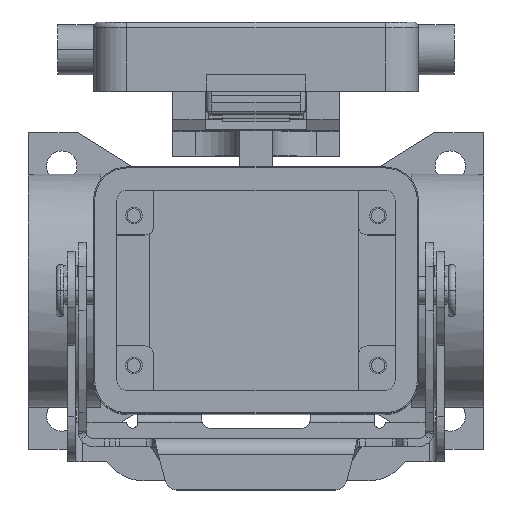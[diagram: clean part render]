
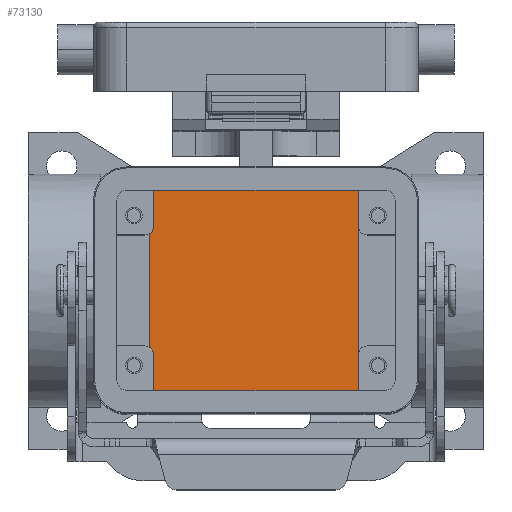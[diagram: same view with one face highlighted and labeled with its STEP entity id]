
A CAD part, top view. The second image highlights one B-rep face of the part: STEP entity #73130.
In plain terms, the highlighted planar face has unit normal (0, 0, 1).
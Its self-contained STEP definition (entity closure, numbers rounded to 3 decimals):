
#72400=CARTESIAN_POINT('',(0.,0.,-62.));
#72410=DIRECTION('',(0.,0.,1.));
#72420=DIRECTION('',(1.,0.,0.));
#72430=AXIS2_PLACEMENT_3D('',#72400,#72410,#72420);
#72440=PLANE('',#72430);
#72450=CARTESIAN_POINT('',(-20.,11.5,-62.));
#72460=DIRECTION('',(0.,0.,-1.));
#72470=DIRECTION('',(0.,-1.,0.));
#72480=AXIS2_PLACEMENT_3D('',#72450,#72460,#72470);
#72490=CIRCLE('',#72480,1.5);
#72500=CARTESIAN_POINT('',(-18.5,11.5,-62.));
#72510=VERTEX_POINT('',#72500);
#72520=CARTESIAN_POINT('',(-19.25,10.201,-62.));
#72530=VERTEX_POINT('',#72520);
#72540=EDGE_CURVE('',#72510,#72530,#72490,.T.);
#72550=ORIENTED_EDGE('',*,*,#72540,.T.);
#72560=CARTESIAN_POINT('',(-18.5,18.25,-62.));
#72570=DIRECTION('',(0.,-1.,0.));
#72580=VECTOR('',#72570,6.75);
#72590=LINE('',#72560,#72580);
#72600=CARTESIAN_POINT('',(-18.5,18.25,-62.));
#72610=VERTEX_POINT('',#72600);
#72620=EDGE_CURVE('',#72610,#72510,#72590,.T.);
#72630=ORIENTED_EDGE('',*,*,#72620,.T.);
#72640=CARTESIAN_POINT('',(18.5,18.25,-62.));
#72650=DIRECTION('',(-1.,0.,0.));
#72660=VECTOR('',#72650,37.);
#72670=LINE('',#72640,#72660);
#72680=CARTESIAN_POINT('',(18.5,18.25,-62.));
#72690=VERTEX_POINT('',#72680);
#72700=EDGE_CURVE('',#72690,#72610,#72670,.T.);
#72710=ORIENTED_EDGE('',*,*,#72700,.T.);
#72720=CARTESIAN_POINT('',(18.5,-18.25,-62.));
#72730=DIRECTION('',(0.,1.,0.));
#72740=VECTOR('',#72730,36.5);
#72750=LINE('',#72720,#72740);
#72760=CARTESIAN_POINT('',(18.5,-18.25,-62.));
#72770=VERTEX_POINT('',#72760);
#72780=EDGE_CURVE('',#72770,#72690,#72750,.T.);
#72790=ORIENTED_EDGE('',*,*,#72780,.T.);
#72800=CARTESIAN_POINT('',(-18.5,-18.25,-62.));
#72810=DIRECTION('',(1.,0.,0.));
#72820=VECTOR('',#72810,37.);
#72830=LINE('',#72800,#72820);
#72840=CARTESIAN_POINT('',(-18.5,-18.25,-62.));
#72850=VERTEX_POINT('',#72840);
#72860=EDGE_CURVE('',#72850,#72770,#72830,.T.);
#72870=ORIENTED_EDGE('',*,*,#72860,.T.);
#72880=CARTESIAN_POINT('',(-18.5,-11.5,-62.));
#72890=DIRECTION('',(0.,-1.,0.));
#72900=VECTOR('',#72890,6.75);
#72910=LINE('',#72880,#72900);
#72920=CARTESIAN_POINT('',(-18.5,-11.5,-62.));
#72930=VERTEX_POINT('',#72920);
#72940=EDGE_CURVE('',#72930,#72850,#72910,.T.);
#72950=ORIENTED_EDGE('',*,*,#72940,.T.);
#72960=CARTESIAN_POINT('',(-20.,-11.5,-62.));
#72970=DIRECTION('',(0.,0.,-1.));
#72980=DIRECTION('',(-1.,0.,0.));
#72990=AXIS2_PLACEMENT_3D('',#72960,#72970,#72980);
#73000=CIRCLE('',#72990,1.5);
#73010=CARTESIAN_POINT('',(-19.25,-10.201,-62.));
#73020=VERTEX_POINT('',#73010);
#73030=EDGE_CURVE('',#73020,#72930,#73000,.T.);
#73040=ORIENTED_EDGE('',*,*,#73030,.T.);
#73050=CARTESIAN_POINT('',(-19.25,10.201,-62.));
#73060=DIRECTION('',(0.,-1.,0.));
#73070=VECTOR('',#73060,20.402);
#73080=LINE('',#73050,#73070);
#73090=EDGE_CURVE('',#72530,#73020,#73080,.T.);
#73100=ORIENTED_EDGE('',*,*,#73090,.T.);
#73110=EDGE_LOOP('',(#73100,#73040,#72950,#72870,#72790,#72710,#72630,
#72550));
#73120=FACE_OUTER_BOUND('',#73110,.T.);
#73130=ADVANCED_FACE('',(#73120),#72440,.T.);
